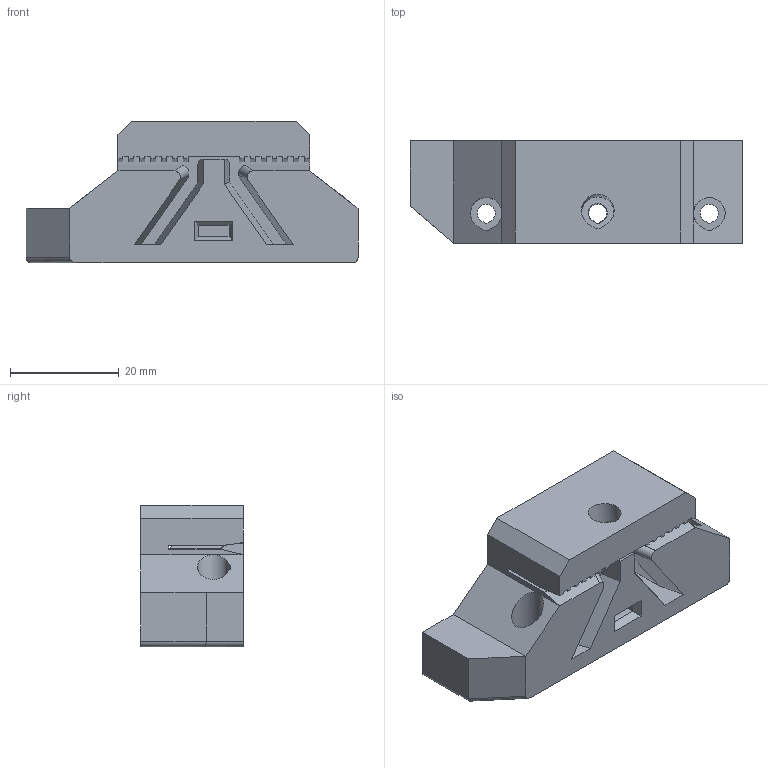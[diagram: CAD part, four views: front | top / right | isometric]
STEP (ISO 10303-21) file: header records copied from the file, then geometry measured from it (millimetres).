
FILE_DESCRIPTION(/* description */ (''),/* implementation_level */ '2;1');
FILE_NAME(/* name */ 'y_belt_holder_9mm_belt_bear2.1_mk2s-2.5-2.5s.step',/* time_stamp */ '2019-09-11T16:19:46+02:00',/* author */ (''),/* organization */ (''),/* preprocessor_version */ 'ST-DEVELOPER v18',/* originating_system */ 'Autodesk Translation Framework v8.6.0.1094',/* authorisation */ '');
FILE_SCHEMA (('AUTOMOTIVE_DESIGN { 1 0 10303 214 3 1 1 }'));
Length unit declared in the file: millimetre
Products named in the file (1): y_belt_holder_9mm_belt_bear2.1_mk2s-2.5-2.5s
Bounding box: 61 x 18.8 x 26 mm (x, y, z)
Volume: 20081.6 mm3; surface area: 8472.5 mm2
Topology: 1 solids, 8 shells, 210 faces, 550 edges, 358 vertices
Faces by surface type: plane 181, cylinder 26, torus 3
Entity records: 6412 total; most frequent: CARTESIAN_POINT 1153, ORIENTED_EDGE 1100, DIRECTION 1020, EDGE_CURVE 550, LINE 498, VECTOR 498, VERTEX_POINT 358, AXIS2_PLACEMENT_3D 261
